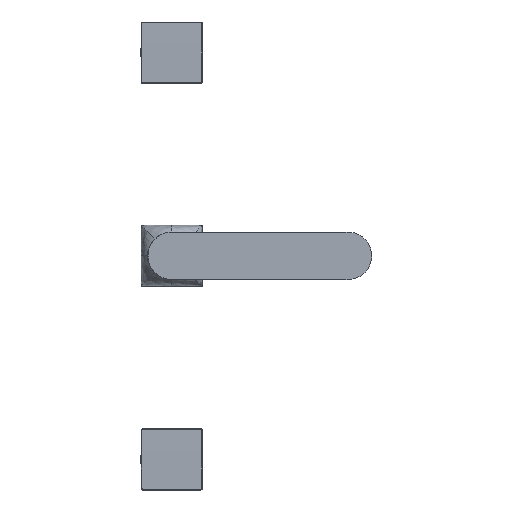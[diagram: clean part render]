
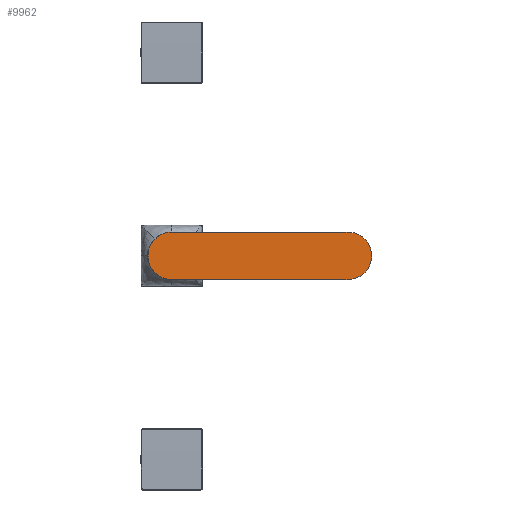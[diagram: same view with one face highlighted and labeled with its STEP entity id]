
A CAD part, top view. The second image highlights one B-rep face of the part: STEP entity #9962.
In plain terms, the highlighted planar face has unit normal (0, 0, 1).
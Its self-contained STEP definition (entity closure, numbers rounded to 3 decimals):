
#9891=CARTESIAN_POINT('Axis2P3D Location',(0.,150.,216.5)) ;
#9896=CARTESIAN_POINT('Axis2P3D Location',(0.,150.,216.5)) ;
#9900=CARTESIAN_POINT('Vertex',(-16.771,155.,216.5)) ;
#9902=CARTESIAN_POINT('Vertex',(-16.771,145.,216.5)) ;
#9905=CARTESIAN_POINT('Axis2P3D Location',(0.,150.,216.5)) ;
#9909=CARTESIAN_POINT('Vertex',(0.,132.5,216.5)) ;
#9912=CARTESIAN_POINT('Line Origine',(65.,132.5,216.5)) ;
#9916=CARTESIAN_POINT('Vertex',(130.,132.5,216.5)) ;
#9919=CARTESIAN_POINT('Axis2P3D Location',(130.,150.,216.5)) ;
#9923=CARTESIAN_POINT('Vertex',(146.771,145.,216.5)) ;
#9926=CARTESIAN_POINT('Axis2P3D Location',(130.,150.,216.5)) ;
#9930=CARTESIAN_POINT('Vertex',(146.771,155.,216.5)) ;
#9933=CARTESIAN_POINT('Axis2P3D Location',(130.,150.,216.5)) ;
#9937=CARTESIAN_POINT('Vertex',(130.,167.5,216.5)) ;
#9940=CARTESIAN_POINT('Line Origine',(65.,167.5,216.5)) ;
#9944=CARTESIAN_POINT('Vertex',(0.,167.5,216.5)) ;
#9947=CARTESIAN_POINT('Axis2P3D Location',(0.,150.,216.5)) ;
#9914=VECTOR('Line Direction',#9913,1.) ;
#9942=VECTOR('Line Direction',#9941,1.) ;
#9892=DIRECTION('Axis2P3D Direction',(0.,-0.,1.)) ;
#9893=DIRECTION('Axis2P3D XDirection',(0.,1.,0.)) ;
#9897=DIRECTION('Axis2P3D Direction',(0.,-0.,1.)) ;
#9906=DIRECTION('Axis2P3D Direction',(0.,-0.,1.)) ;
#9913=DIRECTION('Vector Direction',(-1.,0.,0.)) ;
#9920=DIRECTION('Axis2P3D Direction',(0.,-0.,1.)) ;
#9927=DIRECTION('Axis2P3D Direction',(0.,-0.,1.)) ;
#9934=DIRECTION('Axis2P3D Direction',(0.,-0.,1.)) ;
#9941=DIRECTION('Vector Direction',(1.,0.,0.)) ;
#9948=DIRECTION('Axis2P3D Direction',(0.,-0.,1.)) ;
#9894=AXIS2_PLACEMENT_3D('Plane Axis2P3D',#9891,#9892,#9893) ;
#9898=AXIS2_PLACEMENT_3D('Circle Axis2P3D',#9896,#9897,$) ;
#9907=AXIS2_PLACEMENT_3D('Circle Axis2P3D',#9905,#9906,$) ;
#9921=AXIS2_PLACEMENT_3D('Circle Axis2P3D',#9919,#9920,$) ;
#9928=AXIS2_PLACEMENT_3D('Circle Axis2P3D',#9926,#9927,$) ;
#9935=AXIS2_PLACEMENT_3D('Circle Axis2P3D',#9933,#9934,$) ;
#9949=AXIS2_PLACEMENT_3D('Circle Axis2P3D',#9947,#9948,$) ;
#9915=LINE('Line',#9912,#9914) ;
#9943=LINE('Line',#9940,#9942) ;
#9899=CIRCLE('generated circle',#9898,17.5) ;
#9908=CIRCLE('generated circle',#9907,17.5) ;
#9922=CIRCLE('generated circle',#9921,17.5) ;
#9929=CIRCLE('generated circle',#9928,17.5) ;
#9936=CIRCLE('generated circle',#9935,17.5) ;
#9950=CIRCLE('generated circle',#9949,17.5) ;
#9895=PLANE('',#9894) ;
#9904=EDGE_CURVE('',#9901,#9903,#9899,.T.) ;
#9911=EDGE_CURVE('',#9903,#9910,#9908,.T.) ;
#9918=EDGE_CURVE('',#9910,#9917,#9915,.F.) ;
#9925=EDGE_CURVE('',#9917,#9924,#9922,.T.) ;
#9932=EDGE_CURVE('',#9924,#9931,#9929,.T.) ;
#9939=EDGE_CURVE('',#9931,#9938,#9936,.T.) ;
#9946=EDGE_CURVE('',#9938,#9945,#9943,.F.) ;
#9951=EDGE_CURVE('',#9945,#9901,#9950,.T.) ;
#9953=ORIENTED_EDGE('',*,*,#9904,.T.) ;
#9954=ORIENTED_EDGE('',*,*,#9911,.T.) ;
#9955=ORIENTED_EDGE('',*,*,#9918,.T.) ;
#9956=ORIENTED_EDGE('',*,*,#9925,.T.) ;
#9957=ORIENTED_EDGE('',*,*,#9932,.T.) ;
#9958=ORIENTED_EDGE('',*,*,#9939,.T.) ;
#9959=ORIENTED_EDGE('',*,*,#9946,.T.) ;
#9960=ORIENTED_EDGE('',*,*,#9951,.T.) ;
#9952=EDGE_LOOP('',(#9953,#9954,#9955,#9956,#9957,#9958,#9959,#9960)) ;
#9901=VERTEX_POINT('',#9900) ;
#9903=VERTEX_POINT('',#9902) ;
#9910=VERTEX_POINT('',#9909) ;
#9917=VERTEX_POINT('',#9916) ;
#9924=VERTEX_POINT('',#9923) ;
#9931=VERTEX_POINT('',#9930) ;
#9938=VERTEX_POINT('',#9937) ;
#9945=VERTEX_POINT('',#9944) ;
#9962=ADVANCED_FACE('Superficie.106',(#9961),#9895,.T.) ;
#9961=FACE_OUTER_BOUND('',#9952,.T.) ;
